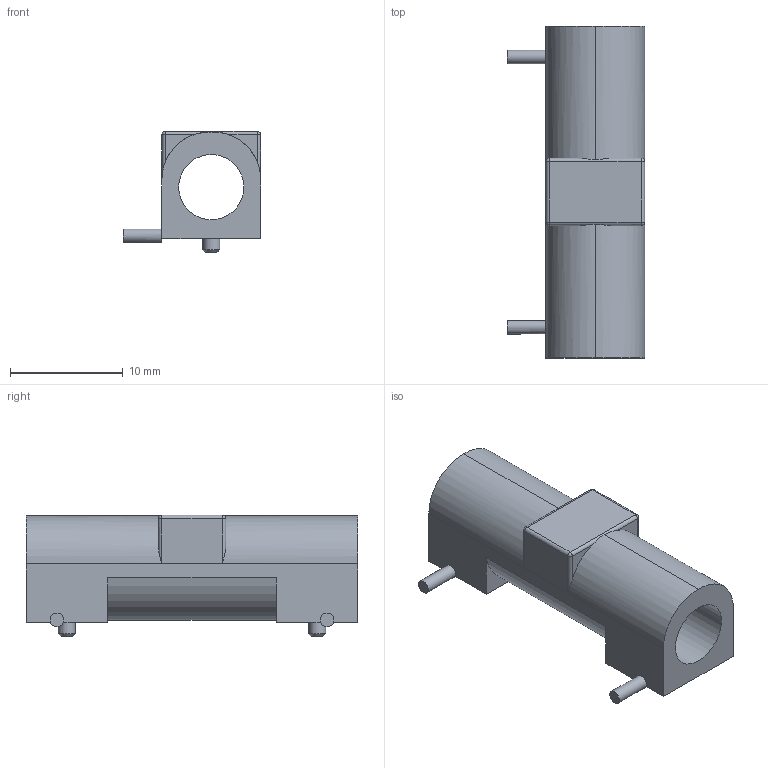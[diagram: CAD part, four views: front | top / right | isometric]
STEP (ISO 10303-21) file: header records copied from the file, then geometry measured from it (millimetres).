
FILE_DESCRIPTION(/* description */ ('Unknown'),/* implementation_level */ '2;1');
FILE_NAME(/* name */ 'W3136',/* time_stamp */ '2022-11-30T08:09:32+02:00',/* author */ ('Unknown'),/* organization */ ('Unknown'),/* preprocessor_version */ 'ST-DEVELOPER v18.1',/* originating_system */ 'Solid Edge',/* authorisation */ 'Unknown');
FILE_SCHEMA (('AUTOMOTIVE_DESIGN {1 0 10303 214 3 1 1}'));
Length unit declared in the file: millimetre
Products named in the file (1): W3136
Bounding box: 12.2 x 29.46 x 10.78 mm (x, y, z)
Volume: 1362.4 mm3; surface area: 1631.2 mm2
Topology: 1 solids, 1 shells, 43 faces, 105 edges, 62 vertices
Faces by surface type: plane 21, cylinder 16, sphere 4, cone 2
Full cylindrical faces by diameter (mm): 1.2 x2, 1.5 x2, 5.789 x1
Entity records: 1521 total; most frequent: CARTESIAN_POINT 248, DIRECTION 206, ORIENTED_EDGE 180, EDGE_CURVE 90, AXIS2_PLACEMENT_3D 80, VERTEX_POINT 58, EDGE_LOOP 54, FACE_BOUND 54
